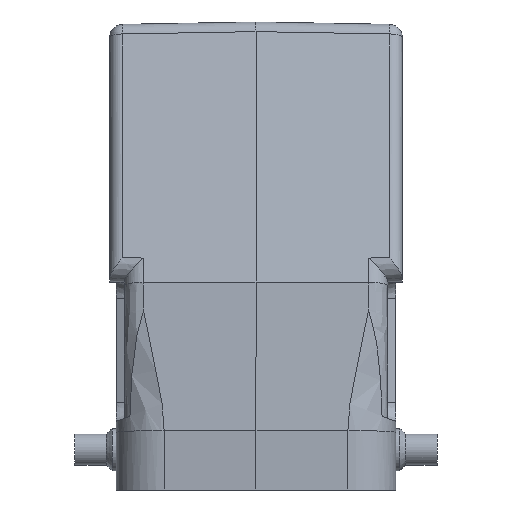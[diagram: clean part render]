
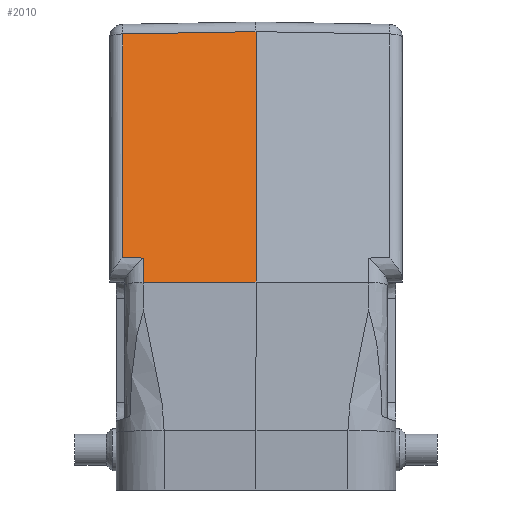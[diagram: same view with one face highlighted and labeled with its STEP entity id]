
A CAD part, left-side view. The second image highlights one B-rep face of the part: STEP entity #2010.
In plain terms, the highlighted planar face has unit normal (-0.966, 0.018, 0.259).
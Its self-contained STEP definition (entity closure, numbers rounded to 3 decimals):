
#1023=LINE('',#7534,#1454);
#1126=LINE('',#8038,#1557);
#1149=LINE('',#8170,#1580);
#1150=LINE('',#8172,#1581);
#1151=LINE('',#8173,#1582);
#1152=LINE('',#8175,#1583);
#1454=VECTOR('',#6188,1.);
#1557=VECTOR('',#6395,1.);
#1580=VECTOR('',#6452,1.);
#1581=VECTOR('',#6453,1.);
#1582=VECTOR('',#6454,1.);
#1583=VECTOR('',#6455,1.);
#2010=ADVANCED_FACE('',(#2435),#2276,.T.);
#2276=PLANE('',#5789);
#2435=FACE_OUTER_BOUND('',#2697,.T.);
#2697=EDGE_LOOP('',(#3265,#3266,#3267,#3268,#3269,#3270));
#3265=ORIENTED_EDGE('',*,*,#5048,.F.);
#3266=ORIENTED_EDGE('',*,*,#5049,.T.);
#3267=ORIENTED_EDGE('',*,*,#5007,.F.);
#3268=ORIENTED_EDGE('',*,*,#5050,.F.);
#3269=ORIENTED_EDGE('',*,*,#5051,.T.);
#3270=ORIENTED_EDGE('',*,*,#4850,.T.);
#4387=VERTEX_POINT('',#7533);
#4388=VERTEX_POINT('',#7535);
#4533=VERTEX_POINT('',#8036);
#4535=VERTEX_POINT('',#8039);
#4563=VERTEX_POINT('',#8171);
#4564=VERTEX_POINT('',#8174);
#4850=EDGE_CURVE('',#4388,#4387,#1023,.T.);
#5007=EDGE_CURVE('',#4533,#4535,#1126,.T.);
#5048=EDGE_CURVE('',#4563,#4387,#1149,.T.);
#5049=EDGE_CURVE('',#4563,#4535,#1150,.T.);
#5050=EDGE_CURVE('',#4564,#4533,#1151,.T.);
#5051=EDGE_CURVE('',#4564,#4388,#1152,.T.);
#5789=AXIS2_PLACEMENT_3D('',#8176,#6456,#6457);
#6188=DIRECTION('',(-0.259,0.,-0.966));
#6395=DIRECTION('',(0.017,1.,-0.003));
#6452=DIRECTION('',(0.023,1.,0.017));
#6453=DIRECTION('',(-0.259,0.,-0.966));
#6454=DIRECTION('',(-0.259,0.,-0.966));
#6455=DIRECTION('',(0.013,1.,-0.017));
#6456=DIRECTION('',(-0.966,0.017,0.259));
#6457=DIRECTION('',(0.259,0.,0.966));
#7533=CARTESIAN_POINT('',(-33.126,20.535,26.592));
#7534=CARTESIAN_POINT('',(-33.958,20.535,23.488));
#7535=CARTESIAN_POINT('',(-23.904,20.535,61.009));
#8036=CARTESIAN_POINT('',(-34.5,0.,22.85));
#8038=CARTESIAN_POINT('',(-34.5,0.001,22.85));
#8039=CARTESIAN_POINT('',(-34.201,17.302,22.799));
#8170=CARTESIAN_POINT('',(-33.595,-0.069,26.233));
#8171=CARTESIAN_POINT('',(-33.2,17.302,26.536));
#8172=CARTESIAN_POINT('',(-34.089,17.302,23.215));
#8173=CARTESIAN_POINT('',(-34.381,0.,23.294));
#8174=CARTESIAN_POINT('',(-24.179,0.,61.368));
#8175=CARTESIAN_POINT('',(-24.172,0.528,61.359));
#8176=CARTESIAN_POINT('',(-34.381,0.,23.294));
